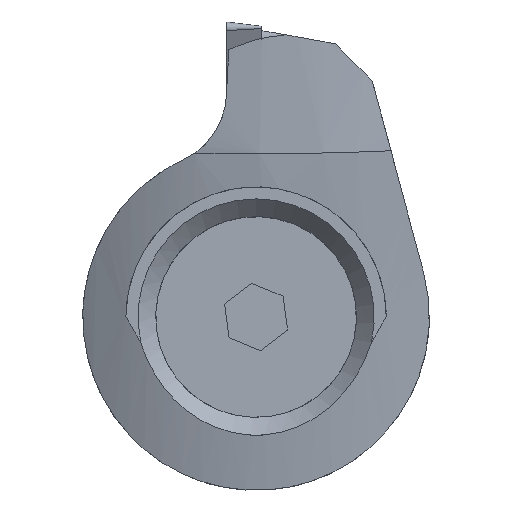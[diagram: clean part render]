
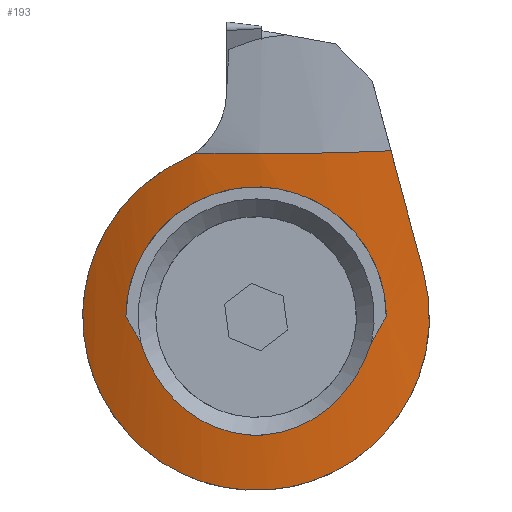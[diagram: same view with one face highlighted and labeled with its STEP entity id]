
A CAD part, left-side view. The second image highlights one B-rep face of the part: STEP entity #193.
In plain terms, the highlighted cylindrical face has radius 27.2 mm (diameter 54.4 mm), a partial arc.
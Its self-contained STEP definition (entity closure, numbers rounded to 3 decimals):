
#107=CYLINDRICAL_SURFACE('',#1020,27.2);
#116=ELLIPSE('',#993,27.247,27.2);
#123=ELLIPSE('',#1006,106.762,27.2);
#125=ELLIPSE('',#1010,149.257,27.2);
#126=ELLIPSE('',#1012,149.257,27.2);
#127=ELLIPSE('',#1016,149.257,27.2);
#142=FACE_BOUND('',#310,.T.);
#143=FACE_BOUND('',#311,.T.);
#166=B_SPLINE_CURVE_WITH_KNOTS('',3,(#1355,#1356,#1357,#1358,#1359,#1360),
 .UNSPECIFIED.,.F.,.F.,(4,2,4),(0.,0.5,1.),.UNSPECIFIED.);
#167=B_SPLINE_CURVE_WITH_KNOTS('',3,(#1365,#1366,#1367,#1368,#1369,#1370),
 .UNSPECIFIED.,.F.,.F.,(4,2,4),(0.,0.5,1.),.UNSPECIFIED.);
#171=B_SPLINE_CURVE_WITH_KNOTS('',3,(#1457,#1458,#1459,#1460),
 .UNSPECIFIED.,.F.,.F.,(4,4),(0.,1.),.UNSPECIFIED.);
#173=B_SPLINE_CURVE_WITH_KNOTS('',3,(#1501,#1502,#1503,#1504,#1505,#1506,
#1507,#1508,#1509,#1510,#1511,#1512,#1513,#1514,#1515,#1516,#1517,#1518),
 .UNSPECIFIED.,.F.,.F.,(4,2,2,2,2,2,2,2,4),(0.,0.125,0.25,0.375,0.5,0.625,
0.75,0.875,1.),.UNSPECIFIED.);
#174=B_SPLINE_CURVE_WITH_KNOTS('',3,(#1520,#1521,#1522,#1523,#1524,#1525,
#1526,#1527,#1528,#1529),.UNSPECIFIED.,.F.,.F.,(4,2,2,2,4),(0.,0.25,0.5,
0.75,1.),.UNSPECIFIED.);
#193=ADVANCED_FACE('',(#142,#143),#107,.T.);
#310=EDGE_LOOP('',(#471,#472,#473,#474,#475,#476));
#311=EDGE_LOOP('',(#477,#478,#479,#480));
#471=ORIENTED_EDGE('',*,*,#739,.T.);
#472=ORIENTED_EDGE('',*,*,#735,.F.);
#473=ORIENTED_EDGE('',*,*,#686,.T.);
#474=ORIENTED_EDGE('',*,*,#740,.F.);
#475=ORIENTED_EDGE('',*,*,#684,.T.);
#476=ORIENTED_EDGE('',*,*,#737,.F.);
#477=ORIENTED_EDGE('',*,*,#728,.F.);
#478=ORIENTED_EDGE('',*,*,#707,.F.);
#479=ORIENTED_EDGE('',*,*,#717,.F.);
#480=ORIENTED_EDGE('',*,*,#738,.F.);
#606=VERTEX_POINT('',#1361);
#607=VERTEX_POINT('',#1362);
#608=VERTEX_POINT('',#1364);
#609=VERTEX_POINT('',#1371);
#627=VERTEX_POINT('',#1427);
#628=VERTEX_POINT('',#1429);
#636=VERTEX_POINT('',#1456);
#642=VERTEX_POINT('',#1484);
#645=VERTEX_POINT('',#1496);
#646=VERTEX_POINT('',#1498);
#684=EDGE_CURVE('',#606,#607,#166,.T.);
#686=EDGE_CURVE('',#609,#608,#167,.T.);
#707=EDGE_CURVE('',#627,#628,#116,.T.);
#717=EDGE_CURVE('',#636,#627,#171,.T.);
#728=EDGE_CURVE('',#628,#642,#123,.T.);
#735=EDGE_CURVE('',#609,#645,#125,.T.);
#737=EDGE_CURVE('',#646,#607,#126,.T.);
#738=EDGE_CURVE('',#642,#636,#173,.T.);
#739=EDGE_CURVE('',#646,#645,#174,.T.);
#740=EDGE_CURVE('',#606,#608,#127,.T.);
#993=AXIS2_PLACEMENT_3D('',#1428,#1128,#1129);
#1006=AXIS2_PLACEMENT_3D('',#1483,#1164,#1165);
#1010=AXIS2_PLACEMENT_3D('',#1495,#1177,#1178);
#1012=AXIS2_PLACEMENT_3D('',#1499,#1181,#1182);
#1016=AXIS2_PLACEMENT_3D('',#1531,#1189,#1190);
#1020=AXIS2_PLACEMENT_3D('',#1536,#1198,#1199);
#1128=DIRECTION('',(-0.124,0.,0.992));
#1129=DIRECTION('',(0.992,0.,0.124));
#1164=DIRECTION('',(0.,-0.966,0.259));
#1165=DIRECTION('',(0.188,-0.254,-0.949));
#1177=DIRECTION('',(-1.,0.,0.));
#1178=DIRECTION('',(0.,0.,-1.));
#1181=DIRECTION('',(-1.,0.,0.));
#1182=DIRECTION('',(0.,0.,-1.));
#1189=DIRECTION('',(-1.,0.,0.));
#1190=DIRECTION('',(0.,0.,-1.));
#1198=DIRECTION('',(0.182,0.,-0.983));
#1199=DIRECTION('',(-0.983,0.,-0.182));
#1355=CARTESIAN_POINT('',(-7.5,0.576,-7.985));
#1356=CARTESIAN_POINT('',(-7.488,2.281,-7.851));
#1357=CARTESIAN_POINT('',(-7.416,3.885,-7.113));
#1358=CARTESIAN_POINT('',(-7.341,6.416,-4.834));
#1359=CARTESIAN_POINT('',(-7.353,7.315,-3.343));
#1360=CARTESIAN_POINT('',(-7.5,7.819,-1.718));
#1361=CARTESIAN_POINT('',(-7.5,0.576,-7.985));
#1362=CARTESIAN_POINT('',(-7.5,7.819,-1.718));
#1364=CARTESIAN_POINT('',(-7.5,-0.576,-7.985));
#1365=CARTESIAN_POINT('',(-7.5,-7.819,-1.718));
#1366=CARTESIAN_POINT('',(-7.352,-7.314,-3.346));
#1367=CARTESIAN_POINT('',(-7.342,-6.405,-4.843));
#1368=CARTESIAN_POINT('',(-7.415,-3.904,-7.097));
#1369=CARTESIAN_POINT('',(-7.488,-2.287,-7.85));
#1370=CARTESIAN_POINT('',(-7.5,-0.576,-7.985));
#1371=CARTESIAN_POINT('',(-7.5,-7.819,-1.718));
#1427=CARTESIAN_POINT('',(-10.721,4.15,11.111));
#1428=CARTESIAN_POINT('',(15.999,0.,14.451));
#1429=CARTESIAN_POINT('',(-9.465,-9.143,11.268));
#1456=CARTESIAN_POINT('',(-10.509,4.916,10.672));
#1457=CARTESIAN_POINT('',(-10.509,4.916,10.672));
#1458=CARTESIAN_POINT('',(-10.582,4.646,10.796));
#1459=CARTESIAN_POINT('',(-10.653,4.391,10.943));
#1460=CARTESIAN_POINT('',(-10.721,4.15,11.111));
#1483=CARTESIAN_POINT('',(10.272,0.,45.347));
#1484=CARTESIAN_POINT('',(-7.028,-11.349,3.045));
#1495=CARTESIAN_POINT('',(-7.5,0.,141.239));
#1496=CARTESIAN_POINT('',(-7.5,-8.825,0.055));
#1498=CARTESIAN_POINT('',(-7.5,8.825,0.055));
#1499=CARTESIAN_POINT('',(-7.5,0.,141.239));
#1501=CARTESIAN_POINT('',(-7.028,-11.349,3.045));
#1502=CARTESIAN_POINT('',(-6.372,-11.915,0.934));
#1503=CARTESIAN_POINT('',(-5.962,-11.887,-1.371));
#1504=CARTESIAN_POINT('',(-5.787,-10.53,-5.683));
#1505=CARTESIAN_POINT('',(-6.002,-9.205,-7.64));
#1506=CARTESIAN_POINT('',(-6.479,-5.744,-10.493));
#1507=CARTESIAN_POINT('',(-6.725,-3.571,-11.418));
#1508=CARTESIAN_POINT('',(-6.854,0.9,-11.93));
#1509=CARTESIAN_POINT('',(-6.736,3.22,-11.524));
#1510=CARTESIAN_POINT('',(-6.301,7.265,-9.507));
#1511=CARTESIAN_POINT('',(-6.002,8.962,-7.928));
#1512=CARTESIAN_POINT('',(-5.786,11.264,-4.037));
#1513=CARTESIAN_POINT('',(-5.912,11.829,-1.734));
#1514=CARTESIAN_POINT('',(-6.816,11.652,2.678));
#1515=CARTESIAN_POINT('',(-7.578,10.929,4.805));
#1516=CARTESIAN_POINT('',(-9.149,8.57,8.312));
#1517=CARTESIAN_POINT('',(-9.96,6.93,9.745));
#1518=CARTESIAN_POINT('',(-10.509,4.916,10.672));
#1520=CARTESIAN_POINT('',(-7.5,8.825,0.055));
#1521=CARTESIAN_POINT('',(-7.94,8.81,2.404));
#1522=CARTESIAN_POINT('',(-8.713,7.857,4.609));
#1523=CARTESIAN_POINT('',(-10.074,4.677,7.817));
#1524=CARTESIAN_POINT('',(-10.619,2.371,8.82));
#1525=CARTESIAN_POINT('',(-10.624,-2.337,8.83));
#1526=CARTESIAN_POINT('',(-10.08,-4.66,7.831));
#1527=CARTESIAN_POINT('',(-8.712,-7.863,4.606));
#1528=CARTESIAN_POINT('',(-7.941,-8.81,2.405));
#1529=CARTESIAN_POINT('',(-7.5,-8.825,0.055));
#1531=CARTESIAN_POINT('',(-7.5,0.,141.239));
#1536=CARTESIAN_POINT('',(14.469,0.,22.704));
